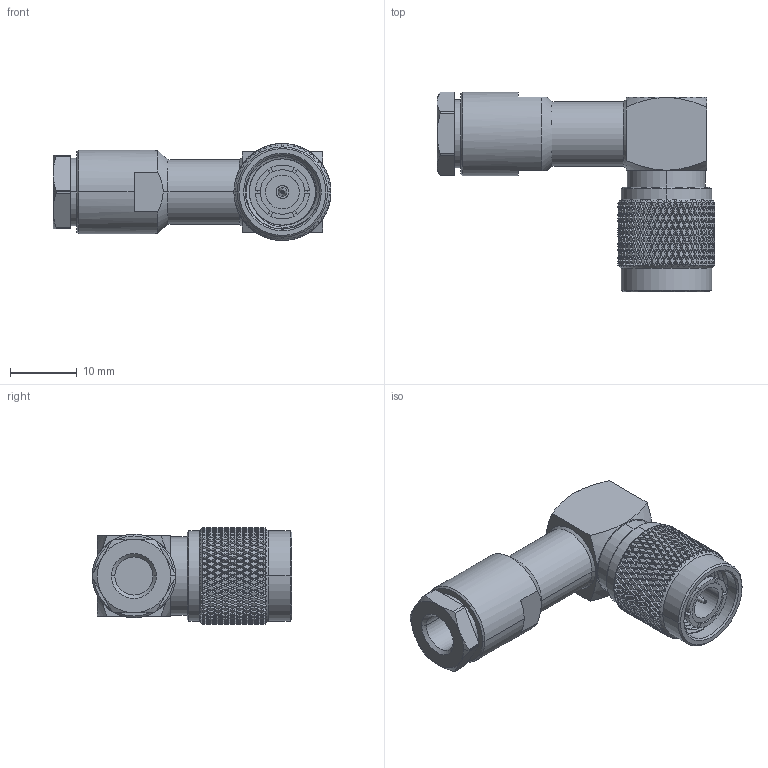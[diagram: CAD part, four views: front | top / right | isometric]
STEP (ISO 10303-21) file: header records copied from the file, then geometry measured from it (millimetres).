
FILE_DESCRIPTION (( 'STEP AP214' ), '1' );
FILE_NAME ('FMCN5263_3D.step', '2024-10-10T23:10:31', ( '' ), ( '' ), 'SwSTEP 2.0', 'SolidWorks 2022', '' );
FILE_SCHEMA (( 'AUTOMOTIVE_DESIGN' ));
Length unit declared in the file: inch
Products named in the file (1): FMCN5263_3D
Bounding box: 41.58 x 29.89 x 14.5 mm (x, y, z)
Volume: 6301.2 mm3; surface area: 3861.2 mm2
Topology: 1 solids, 1 shells, 2670 faces, 5664 edges, 3007 vertices
Faces by surface type: bspline 2005, cylinder 568, plane 52, cone 45
Entity records: 102404 total; most frequent: CARTESIAN_POINT 67750, ORIENTED_EDGE 11328, EDGE_CURVE 5664, VERTEX_POINT 3007, EDGE_LOOP 2681, FACE_OUTER_BOUND 2670, ADVANCED_FACE 2670, B_SPLINE_CURVE_WITH_KNOTS 2304
